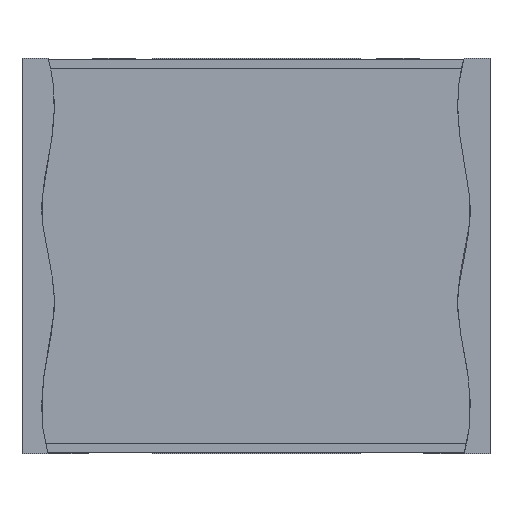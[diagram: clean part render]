
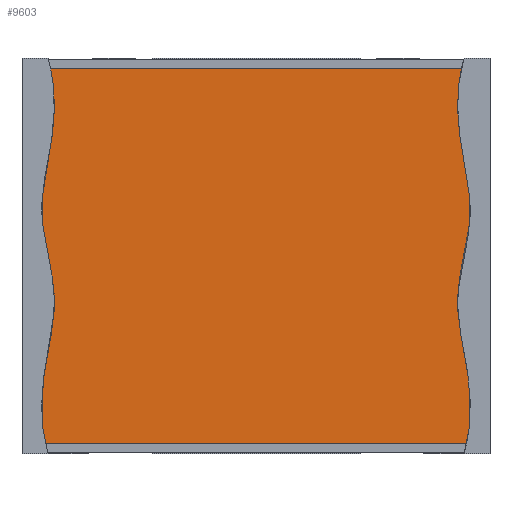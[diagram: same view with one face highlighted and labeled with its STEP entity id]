
A CAD part, top view. The second image highlights one B-rep face of the part: STEP entity #9603.
In plain terms, the highlighted planar face has unit normal (0, 0, 1).
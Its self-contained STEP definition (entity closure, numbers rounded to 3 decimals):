
#581=PLANE('',#10192);
#1002=FACE_OUTER_BOUND('',#1534,.T.);
#1534=EDGE_LOOP('',(#7310,#7311,#7312,#7313));
#2303=LINE('',#14507,#3448);
#2304=LINE('',#14509,#3449);
#2305=LINE('',#14511,#3450);
#2306=LINE('',#14512,#3451);
#3448=VECTOR('',#11422,10.);
#3449=VECTOR('',#11423,10.);
#3450=VECTOR('',#11424,10.);
#3451=VECTOR('',#11425,10.);
#4554=VERTEX_POINT('',#14505);
#4555=VERTEX_POINT('',#14506);
#4556=VERTEX_POINT('',#14508);
#4557=VERTEX_POINT('',#14510);
#5585=EDGE_CURVE('',#4554,#4555,#2303,.T.);
#5586=EDGE_CURVE('',#4554,#4556,#2304,.T.);
#5587=EDGE_CURVE('',#4557,#4556,#2305,.T.);
#5588=EDGE_CURVE('',#4557,#4555,#2306,.F.);
#7310=ORIENTED_EDGE('',*,*,#5585,.F.);
#7311=ORIENTED_EDGE('',*,*,#5586,.T.);
#7312=ORIENTED_EDGE('',*,*,#5587,.F.);
#7313=ORIENTED_EDGE('',*,*,#5588,.T.);
#9603=ADVANCED_FACE('',(#1002),#581,.F.);
#10192=AXIS2_PLACEMENT_3D('',#14504,#11420,#11421);
#11420=DIRECTION('center_axis',(0.,0.,-1.));
#11421=DIRECTION('ref_axis',(-1.,0.,0.));
#11422=DIRECTION('',(0.,1.,0.));
#11423=DIRECTION('',(1.,0.,0.));
#11424=DIRECTION('',(0.,-1.,0.));
#11425=DIRECTION('',(1.,0.,0.));
#14504=CARTESIAN_POINT('Origin',(411.,0.,54.5));
#14505=CARTESIAN_POINT('',(-411.,-361.,54.5));
#14506=CARTESIAN_POINT('',(-411.,361.,54.5));
#14507=CARTESIAN_POINT('',(-411.,0.,54.5));
#14508=CARTESIAN_POINT('',(411.,-361.,54.5));
#14509=CARTESIAN_POINT('',(205.5,-361.,54.5));
#14510=CARTESIAN_POINT('',(411.,361.,54.5));
#14511=CARTESIAN_POINT('',(411.,0.,54.5));
#14512=CARTESIAN_POINT('',(205.5,361.,54.5));
